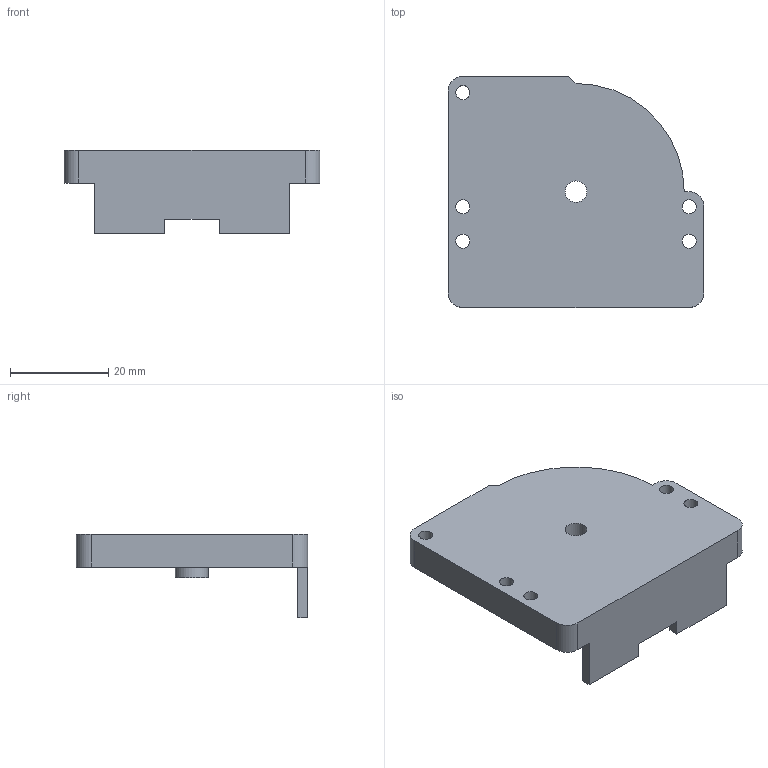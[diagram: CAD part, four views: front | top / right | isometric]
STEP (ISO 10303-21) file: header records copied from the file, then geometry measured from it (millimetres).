
FILE_DESCRIPTION(/* description */ ('Alibre Inc.'),/* implementation_level */ '2;1');
FILE_NAME(/* name */ 'export-736E1A26-AC3D-4BD2-863F-22883A90AA54',/* time_stamp */ '2024-10-01T20:43:17+02:00',/* author */ (''),/* organization */ (''),/* preprocessor_version */ 'ST-DEVELOPER v17',/* originating_system */ 'Alibre',/* authorisation */ '');
FILE_SCHEMA (('AUTOMOTIVE_DESIGN'));
Length unit declared in the file: millimetre
Bounding box: 52 x 47 x 17 mm (x, y, z)
Volume: 11093.7 mm3; surface area: 7282.1 mm2
Topology: 1 solids, 1 shells, 37 faces, 104 edges, 70 vertices
Faces by surface type: plane 23, cylinder 14
Full cylindrical faces by diameter (mm): 2.85 x5, 4.4 x1, 6.7 x1
Entity records: 1149 total; most frequent: CARTESIAN_POINT 196, ORIENTED_EDGE 190, DIRECTION 170, EDGE_CURVE 95, VERTEX_POINT 68, VECTOR 64, LINE 64, AXIS2_PLACEMENT_3D 64
